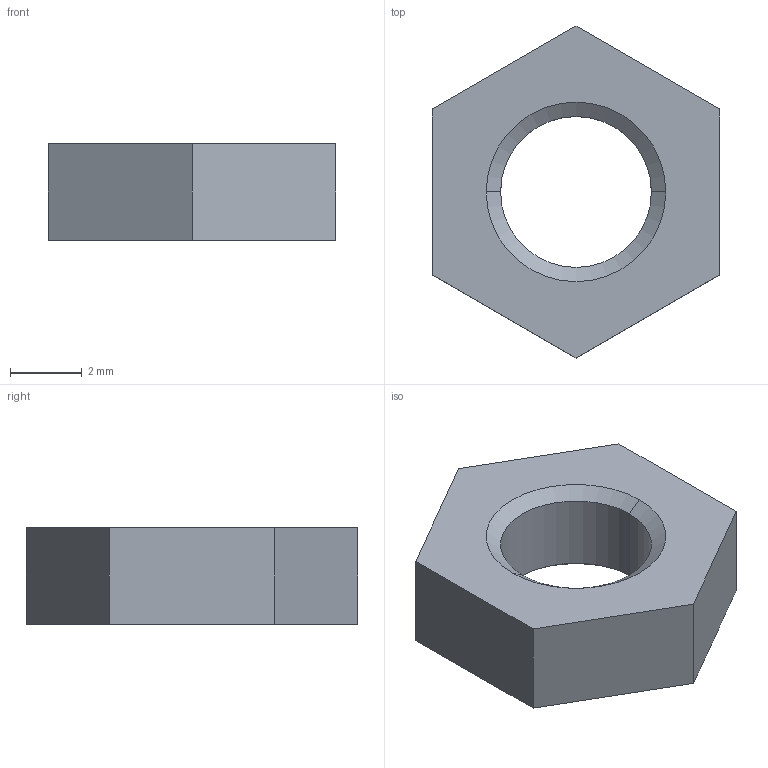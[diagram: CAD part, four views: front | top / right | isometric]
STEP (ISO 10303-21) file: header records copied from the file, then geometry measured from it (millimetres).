
FILE_DESCRIPTION (( 'STEP AP203' ), '1' );
FILE_NAME ('hex thin nut gradeb_iso_Hexagon Nut ISO - 4036 - M5 - N_sldprt.STEP', '2017-09-14T07:31:48', ( '' ), ( '' ), 'SwSTEP 2.0', 'SolidWorks 2016', '' );
FILE_SCHEMA (( 'CONFIG_CONTROL_DESIGN' ));
Length unit declared in the file: millimetre
Products named in the file (1): hex thin nut gradeb_iso_Hexagon Nut ISO - 4036 - M5 - N_sldprt
Bounding box: 8 x 9.24 x 2.7 mm (x, y, z)
Volume: 110.5 mm3; surface area: 188.8 mm2
Topology: 1 solids, 1 shells, 16 faces, 36 edges, 22 vertices
Faces by surface type: plane 8, cylinder 4, cone 4
Entity records: 523 total; most frequent: DIRECTION 80, CARTESIAN_POINT 75, ORIENTED_EDGE 72, EDGE_CURVE 36, AXIS2_PLACEMENT_3D 27, VECTOR 26, LINE 26, VERTEX_POINT 22
